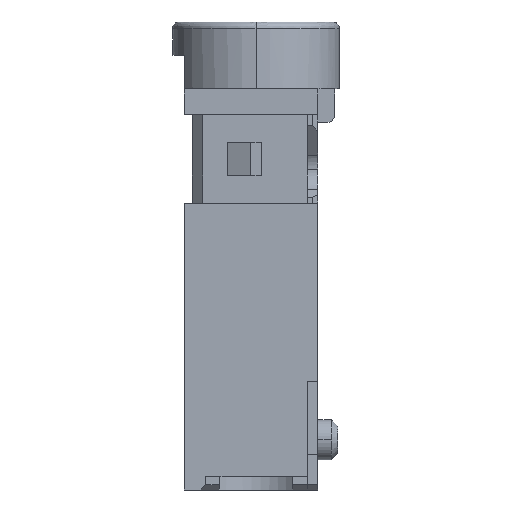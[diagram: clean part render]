
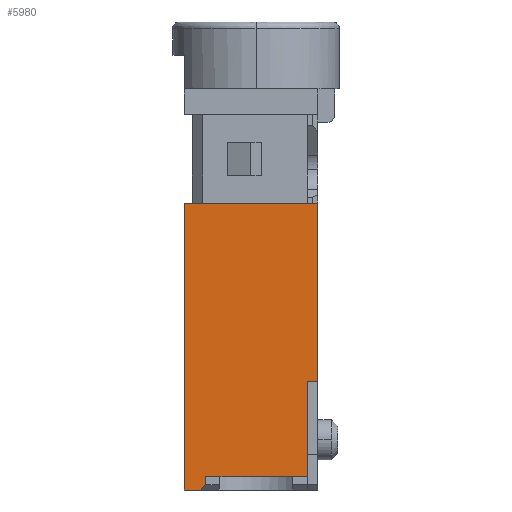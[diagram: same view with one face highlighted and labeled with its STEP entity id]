
A CAD part, left-side view. The second image highlights one B-rep face of the part: STEP entity #5980.
In plain terms, the highlighted planar face has unit normal (-1, 0, 0).
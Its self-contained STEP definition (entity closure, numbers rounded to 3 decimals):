
#529 = LINE ( 'NONE', #3279, #1152 ) ;
#718 = CARTESIAN_POINT ( 'NONE',  ( -3.15, -1.7, 12. ) ) ;
#742 = DIRECTION ( 'NONE',  ( 0., 1., 0. ) ) ;
#783 = CARTESIAN_POINT ( 'NONE',  ( -3.15, 2., 0. ) ) ;
#836 = VECTOR ( 'NONE', #2728, 1000. ) ;
#1033 = EDGE_CURVE ( 'NONE', #5712, #3305, #3012, .T. ) ;
#1065 = CARTESIAN_POINT ( 'NONE',  ( -3.15, 2., 12. ) ) ;
#1152 = VECTOR ( 'NONE', #2252, 1000. ) ;
#1161 = VECTOR ( 'NONE', #742, 1000. ) ;
#1256 = EDGE_CURVE ( 'NONE', #5712, #2183, #529, .T. ) ;
#1293 = LINE ( 'NONE', #1381, #4944 ) ;
#1353 = ORIENTED_EDGE ( 'NONE', *, *, #1033, .F. ) ;
#1381 = CARTESIAN_POINT ( 'NONE',  ( -3.15, -2., 0. ) ) ;
#1470 = CARTESIAN_POINT ( 'NONE',  ( -3.15, -1.7, 3.25 ) ) ;
#1546 = LINE ( 'NONE', #3716, #1161 ) ;
#1562 = PLANE ( 'NONE',  #6039 ) ;
#1594 = EDGE_CURVE ( 'NONE', #2183, #4459, #1293, .T. ) ;
#2025 = DIRECTION ( 'NONE',  ( 1., 0., 0. ) ) ;
#2183 = VERTEX_POINT ( 'NONE', #783 ) ;
#2203 = ORIENTED_EDGE ( 'NONE', *, *, #4013, .F. ) ;
#2252 = DIRECTION ( 'NONE',  ( 0., 0., -1. ) ) ;
#2269 = EDGE_CURVE ( 'NONE', #3604, #3181, #6205, .T. ) ;
#2414 = CARTESIAN_POINT ( 'NONE',  ( -3.15, -1.7, 0.4 ) ) ;
#2435 = EDGE_CURVE ( 'NONE', #5089, #5518, #3266, .T. ) ;
#2495 = ORIENTED_EDGE ( 'NONE', *, *, #2269, .T. ) ;
#2512 = EDGE_LOOP ( 'NONE', ( #2203, #2495, #3420, #5892, #6197, #6037, #1353, #4549, #4816 ) ) ;
#2573 = VECTOR ( 'NONE', #3888, 1000. ) ;
#2627 = VECTOR ( 'NONE', #2869, 1000. ) ;
#2674 = EDGE_CURVE ( 'NONE', #3305, #5089, #3341, .T. ) ;
#2691 = VERTEX_POINT ( 'NONE', #2414 ) ;
#2728 = DIRECTION ( 'NONE',  ( 0., -1., 0. ) ) ;
#2869 = DIRECTION ( 'NONE',  ( 0., 0.707, -0.707 ) ) ;
#2906 = CARTESIAN_POINT ( 'NONE',  ( -3.15, -2., 3.25 ) ) ;
#3012 = LINE ( 'NONE', #4715, #836 ) ;
#3037 = CARTESIAN_POINT ( 'NONE',  ( -3.15, -2., 8.58 ) ) ;
#3155 = FACE_OUTER_BOUND ( 'NONE', #2512, .T. ) ;
#3181 = VERTEX_POINT ( 'NONE', #6329 ) ;
#3194 = DIRECTION ( 'NONE',  ( 0., 0., -1. ) ) ;
#3266 = LINE ( 'NONE', #3498, #2573 ) ;
#3279 = CARTESIAN_POINT ( 'NONE',  ( -3.15, 2., 12. ) ) ;
#3305 = VERTEX_POINT ( 'NONE', #3037 ) ;
#3341 = LINE ( 'NONE', #5733, #6306 ) ;
#3377 = DIRECTION ( 'NONE',  ( 0., 0., 1. ) ) ;
#3420 = ORIENTED_EDGE ( 'NONE', *, *, #5711, .F. ) ;
#3498 = CARTESIAN_POINT ( 'NONE',  ( -3.15, 2., 3.25 ) ) ;
#3604 = VERTEX_POINT ( 'NONE', #4244 ) ;
#3716 = CARTESIAN_POINT ( 'NONE',  ( -3.15, 2., 0.4 ) ) ;
#3799 = LINE ( 'NONE', #6327, #2627 ) ;
#3888 = DIRECTION ( 'NONE',  ( 0., 1., 0. ) ) ;
#4013 = EDGE_CURVE ( 'NONE', #3604, #4459, #3799, .T. ) ;
#4243 = VECTOR ( 'NONE', #3194, 1000. ) ;
#4244 = CARTESIAN_POINT ( 'NONE',  ( -3.15, 1.35, 0.15 ) ) ;
#4321 = CARTESIAN_POINT ( 'NONE',  ( -3.15, 1.5, 0. ) ) ;
#4406 = LINE ( 'NONE', #718, #4243 ) ;
#4459 = VERTEX_POINT ( 'NONE', #4321 ) ;
#4549 = ORIENTED_EDGE ( 'NONE', *, *, #1256, .T. ) ;
#4715 = CARTESIAN_POINT ( 'NONE',  ( -3.15, 2., 8.58 ) ) ;
#4761 = DIRECTION ( 'NONE',  ( 0., 0., -1. ) ) ;
#4816 = ORIENTED_EDGE ( 'NONE', *, *, #1594, .T. ) ;
#4851 = DIRECTION ( 'NONE',  ( 0., -1., 0. ) ) ;
#4944 = VECTOR ( 'NONE', #4851, 1000. ) ;
#5089 = VERTEX_POINT ( 'NONE', #2906 ) ;
#5370 = CARTESIAN_POINT ( 'NONE',  ( -3.15, 1.35, 3.1 ) ) ;
#5500 = DIRECTION ( 'NONE',  ( 0., 0., -1. ) ) ;
#5518 = VERTEX_POINT ( 'NONE', #1470 ) ;
#5520 = VECTOR ( 'NONE', #3377, 1000. ) ;
#5635 = CARTESIAN_POINT ( 'NONE',  ( -3.15, 2., 8.58 ) ) ;
#5711 = EDGE_CURVE ( 'NONE', #2691, #3181, #1546, .T. ) ;
#5712 = VERTEX_POINT ( 'NONE', #5635 ) ;
#5733 = CARTESIAN_POINT ( 'NONE',  ( -3.15, -2., 12. ) ) ;
#5892 = ORIENTED_EDGE ( 'NONE', *, *, #6314, .F. ) ;
#5980 = ADVANCED_FACE ( 'NONE', ( #3155 ), #1562, .F. ) ;
#6037 = ORIENTED_EDGE ( 'NONE', *, *, #2674, .F. ) ;
#6039 = AXIS2_PLACEMENT_3D ( 'NONE', #1065, #2025, #5500 ) ;
#6197 = ORIENTED_EDGE ( 'NONE', *, *, #2435, .F. ) ;
#6205 = LINE ( 'NONE', #5370, #5520 ) ;
#6306 = VECTOR ( 'NONE', #4761, 1000. ) ;
#6314 = EDGE_CURVE ( 'NONE', #5518, #2691, #4406, .T. ) ;
#6327 = CARTESIAN_POINT ( 'NONE',  ( -3.15, 1.35, 0.15 ) ) ;
#6329 = CARTESIAN_POINT ( 'NONE',  ( -3.15, 1.35, 0.4 ) ) ;
